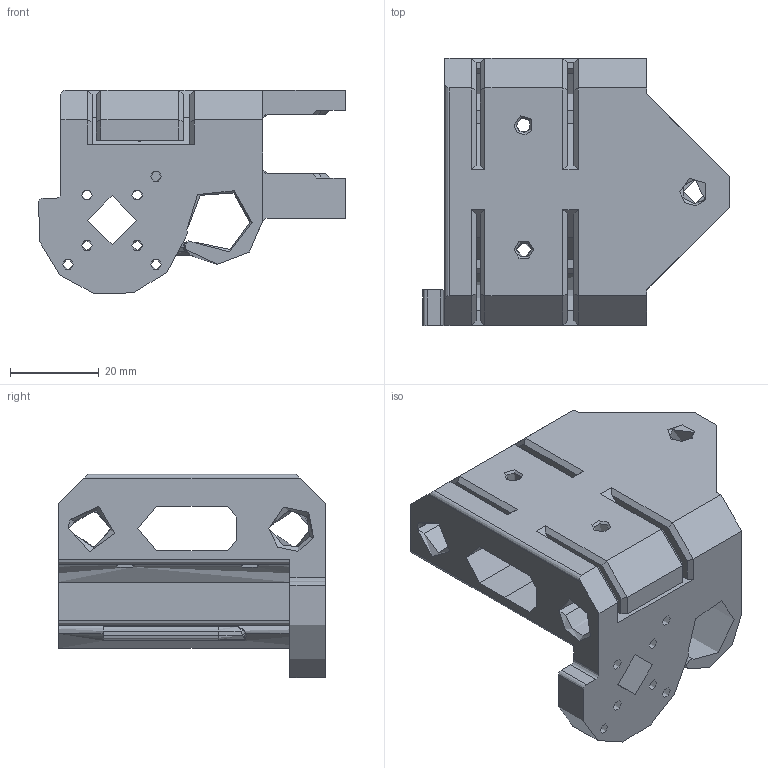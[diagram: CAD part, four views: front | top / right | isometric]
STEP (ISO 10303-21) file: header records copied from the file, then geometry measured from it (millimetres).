
FILE_DESCRIPTION(/* description */ ('CATIA V5 STEP Exchange'),/* implementation_level */ '2;1');
FILE_NAME(/* name */ 'X-block-R.stp',/* time_stamp */ '2022-05-29T13:13:36+09:00',/* author */ ('k1020'),/* organization */ ('none'),/* preprocessor_version */ 'ST-DEVELOPER v17',/* originating_system */ 'Autodesk Inventor 2019',/* authorisation */ 'none');
FILE_SCHEMA (('AUTOMOTIVE_DESIGN { 1 0 10303 214 3 1 1 }'));
Length unit declared in the file: millimetre
Products named in the file (1): X-block-R
Bounding box: 68.86 x 60 x 45.77 mm (x, y, z)
Volume: 59630.4 mm3; surface area: 26138.1 mm2
Topology: 1 solids, 1 shells, 200 faces, 588 edges, 384 vertices
Faces by surface type: plane 132, cylinder 44, bspline 14, cone 10
Full cylindrical faces by diameter (mm): 2.459 x9, 3.2 x2, 3.4 x4, 5.4 x1, 11 x1
Entity records: 7223 total; most frequent: CARTESIAN_POINT 1764, ORIENTED_EDGE 1172, DIRECTION 1085, EDGE_CURVE 586, LINE 401, VECTOR 401, VERTEX_POINT 384, AXIS2_PLACEMENT_3D 342
